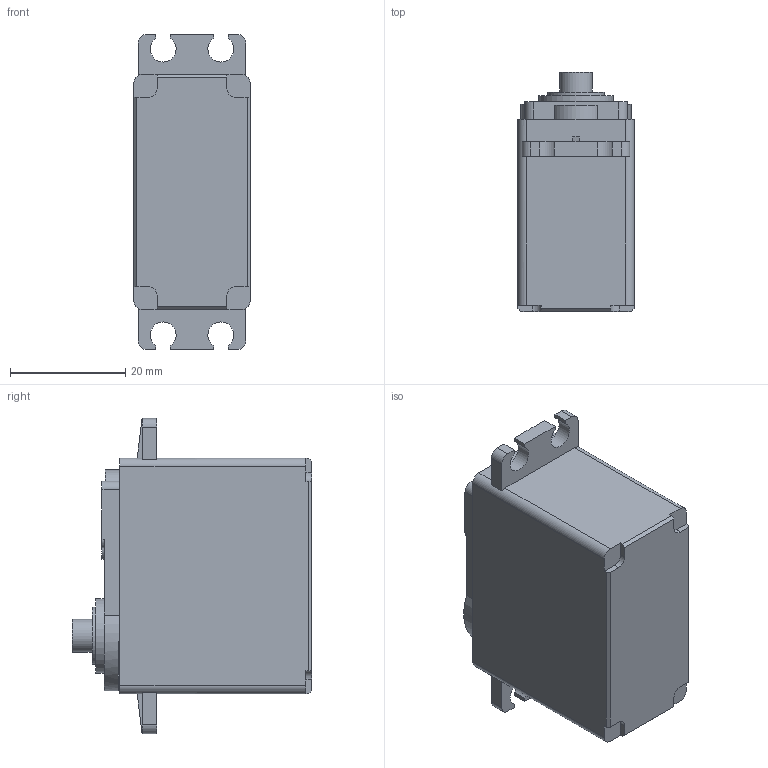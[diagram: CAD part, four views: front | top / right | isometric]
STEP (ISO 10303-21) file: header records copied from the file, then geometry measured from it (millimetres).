
FILE_DESCRIPTION(/* description */ (''),/* implementation_level */ '2;1');
FILE_NAME(/* name */ 'FeeTech FS5109M Metal Gear Servo Outer volume_ipt_7a62ebce.STEP',/* time_stamp */ '2021-11-16T10:20:53+02:00',/* author */ ('Mohamed Teleb'),/* organization */ (''),/* preprocessor_version */ 'ST-DEVELOPER v17',/* originating_system */ 'Autodesk Inventor 2019',/* authorisation */ '');
FILE_SCHEMA (('AUTOMOTIVE_DESIGN { 1 0 10303 214 3 1 1 }'));
Length unit declared in the file: millimetre
Products named in the file (1): FeeTech FS5109M Metal Gear Servo Outer volume
Bounding box: 20.1 x 41.4 x 54.6 mm (x, y, z)
Volume: 29669.9 mm3; surface area: 6601.2 mm2
Topology: 1 solids, 1 shells, 111 faces, 304 edges, 201 vertices
Faces by surface type: plane 78, cylinder 33
Full cylindrical faces by diameter (mm): 2 x1, 5.7 x1, 9.9 x1, 12.9 x1
Entity records: 3572 total; most frequent: CARTESIAN_POINT 617, ORIENTED_EDGE 608, DIRECTION 605, EDGE_CURVE 304, LINE 227, VECTOR 227, VERTEX_POINT 201, AXIS2_PLACEMENT_3D 189
